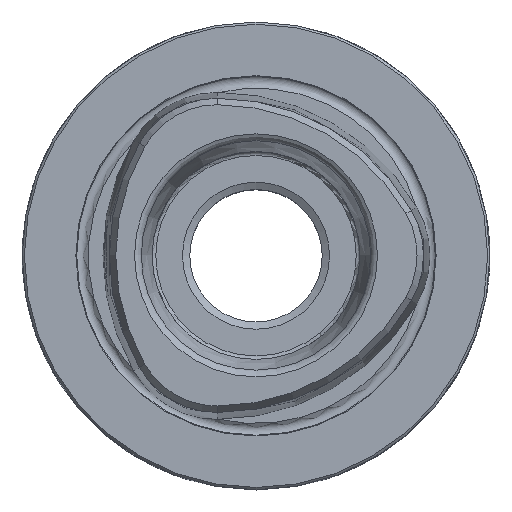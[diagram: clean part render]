
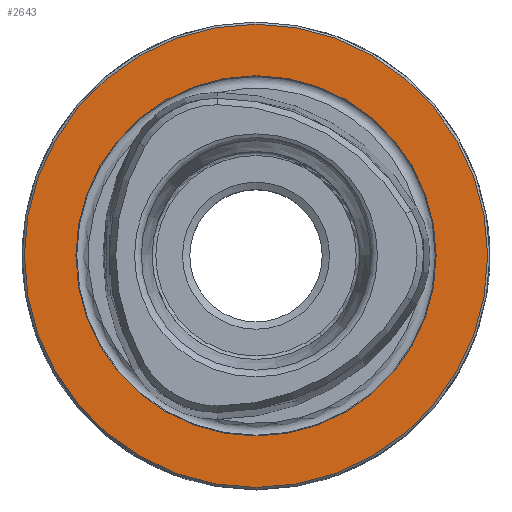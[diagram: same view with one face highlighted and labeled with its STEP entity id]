
A CAD part, top view. The second image highlights one B-rep face of the part: STEP entity #2643.
In plain terms, the highlighted planar face has unit normal (0, 0, 1).
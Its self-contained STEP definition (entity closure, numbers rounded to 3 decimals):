
#43=PLANE('',#2852);
#585=ORIENTED_EDGE('',*,*,#928,.T.);
#586=ORIENTED_EDGE('',*,*,#925,.F.);
#925=EDGE_CURVE('',#1110,#1110,#1215,.T.);
#928=EDGE_CURVE('',#1113,#1113,#1218,.T.);
#1110=VERTEX_POINT('',#4091);
#1113=VERTEX_POINT('',#4099);
#1215=CIRCLE('',#2848,24.264);
#1218=CIRCLE('',#2853,31.2);
#1339=EDGE_LOOP('',(#585));
#1340=EDGE_LOOP('',(#586));
#1536=FACE_BOUND('',#1339,.T.);
#1537=FACE_BOUND('',#1340,.T.);
#2643=ADVANCED_FACE('',(#1536,#1537),#43,.T.);
#2848=AXIS2_PLACEMENT_3D('',#4090,#3254,#3255);
#2852=AXIS2_PLACEMENT_3D('',#4097,#3262,#3263);
#2853=AXIS2_PLACEMENT_3D('',#4098,#3264,#3265);
#3254=DIRECTION('',(0.,0.,1.));
#3255=DIRECTION('',(1.,0.,0.));
#3262=DIRECTION('',(0.,0.,1.));
#3263=DIRECTION('',(1.,0.,0.));
#3264=DIRECTION('',(0.,0.,1.));
#3265=DIRECTION('',(1.,0.,0.));
#4090=CARTESIAN_POINT('',(0.,0.,0.));
#4091=CARTESIAN_POINT('',(24.264,0.,0.));
#4097=CARTESIAN_POINT('',(24.2,0.,0.));
#4098=CARTESIAN_POINT('',(0.,0.,0.));
#4099=CARTESIAN_POINT('',(31.2,0.,0.));
